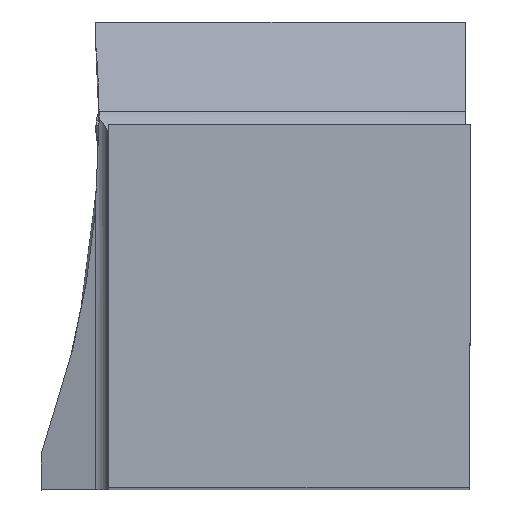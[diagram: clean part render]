
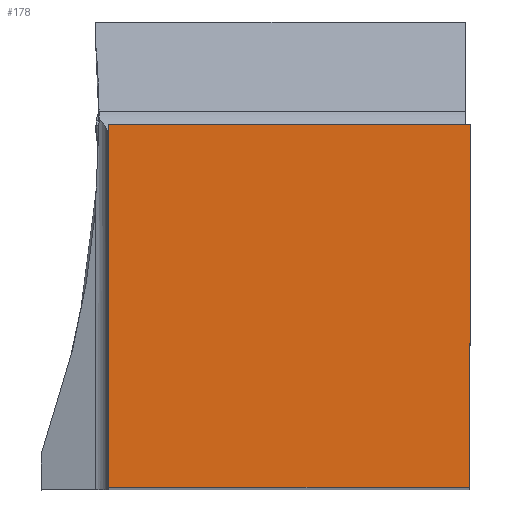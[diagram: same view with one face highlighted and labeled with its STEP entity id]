
A CAD part, top view. The second image highlights one B-rep face of the part: STEP entity #178.
In plain terms, the highlighted planar face has unit normal (0, 0, 1).
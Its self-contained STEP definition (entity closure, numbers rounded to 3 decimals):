
#119=PLANE('',#1565);
#178=ADVANCED_FACE('CU_BACK_SU1',(#260),#119,.F.);
#260=FACE_OUTER_BOUND('',#331,.T.);
#331=EDGE_LOOP('',(#828,#829,#830,#831));
#438=LINE('',#2264,#576);
#441=LINE('',#2270,#579);
#463=LINE('',#2342,#601);
#464=LINE('',#2344,#602);
#576=VECTOR('',#1730,1.);
#579=VECTOR('',#1735,1.);
#601=VECTOR('',#1783,1.);
#602=VECTOR('',#1784,1.);
#828=ORIENTED_EDGE('',*,*,#1335,.T.);
#829=ORIENTED_EDGE('',*,*,#1304,.T.);
#830=ORIENTED_EDGE('',*,*,#1307,.T.);
#831=ORIENTED_EDGE('',*,*,#1336,.F.);
#1157=VERTEX_POINT('',#2257);
#1160=VERTEX_POINT('',#2263);
#1162=VERTEX_POINT('',#2269);
#1179=VERTEX_POINT('',#2343);
#1304=EDGE_CURVE('',#1157,#1160,#438,.T.);
#1307=EDGE_CURVE('',#1160,#1162,#441,.T.);
#1335=EDGE_CURVE('',#1179,#1157,#463,.T.);
#1336=EDGE_CURVE('',#1179,#1162,#464,.T.);
#1565=AXIS2_PLACEMENT_3D('',#2345,#1785,#1786);
#1730=DIRECTION('',(0.004,1.,0.));
#1735=DIRECTION('',(-1.,0.,0.));
#1783=DIRECTION('',(1.,0.,0.));
#1784=DIRECTION('',(0.,1.,0.));
#1785=DIRECTION('',(0.,0.,-1.));
#1786=DIRECTION('',(0.,-1.,0.));
#2257=CARTESIAN_POINT('',(-0.139,0.,0.));
#2263=CARTESIAN_POINT('',(0.,31.85,0.));
#2264=CARTESIAN_POINT('',(0.088,51.953,0.));
#2269=CARTESIAN_POINT('',(-31.85,31.85,0.));
#2270=CARTESIAN_POINT('',(23.593,31.85,0.));
#2342=CARTESIAN_POINT('',(23.593,0.,0.));
#2343=CARTESIAN_POINT('',(-31.85,0.,0.));
#2344=CARTESIAN_POINT('',(-31.85,51.85,0.));
#2345=CARTESIAN_POINT('',(23.593,51.85,0.));
